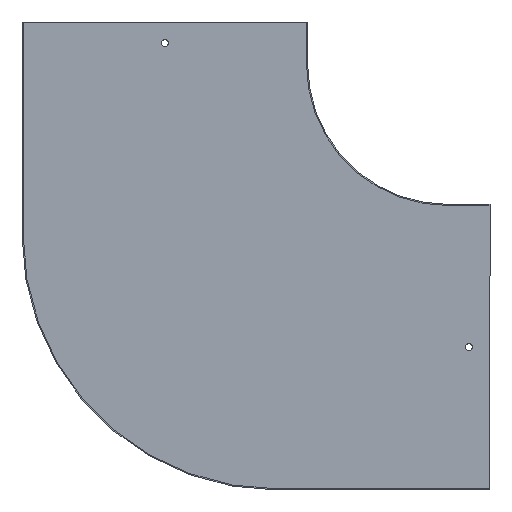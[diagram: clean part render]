
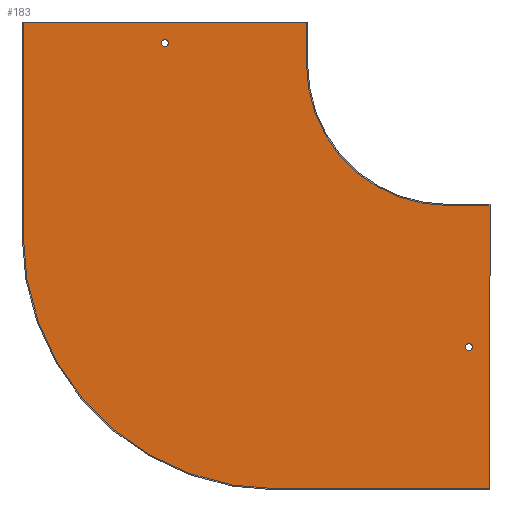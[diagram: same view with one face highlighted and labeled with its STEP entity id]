
A CAD part, front view. The second image highlights one B-rep face of the part: STEP entity #183.
In plain terms, the highlighted planar face has unit normal (0, -1, 0).
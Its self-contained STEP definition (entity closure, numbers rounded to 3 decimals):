
#1 = ORIENTED_EDGE ( 'NONE', *, *, #223, .F. ) ;
#3 = FACE_BOUND ( 'NONE', #666, .T. ) ;
#6 = CIRCLE ( 'NONE', #341, 179.2 ) ;
#17 = CIRCLE ( 'NONE', #377, 2.5 ) ;
#31 = LINE ( 'NONE', #575, #34 ) ;
#34 = VECTOR ( 'NONE', #572, 1000. ) ;
#47 = LINE ( 'NONE', #545, #50 ) ;
#49 = LINE ( 'NONE', #542, #52 ) ;
#50 = VECTOR ( 'NONE', #544, 1000. ) ;
#52 = VECTOR ( 'NONE', #539, 1000. ) ;
#71 = VERTEX_POINT ( 'NONE', #482 ) ;
#72 = VERTEX_POINT ( 'NONE', #476 ) ;
#75 = ORIENTED_EDGE ( 'NONE', *, *, #220, .F. ) ;
#103 = ORIENTED_EDGE ( 'NONE', *, *, #345, .F. ) ;
#107 = ORIENTED_EDGE ( 'NONE', *, *, #366, .F. ) ;
#115 = ORIENTED_EDGE ( 'NONE', *, *, #365, .F. ) ;
#117 = ORIENTED_EDGE ( 'NONE', *, *, #354, .F. ) ;
#118 = ORIENTED_EDGE ( 'NONE', *, *, #336, .F. ) ;
#120 = ORIENTED_EDGE ( 'NONE', *, *, #323, .F. ) ;
#121 = ORIENTED_EDGE ( 'NONE', *, *, #324, .F. ) ;
#123 = ORIENTED_EDGE ( 'NONE', *, *, #227, .F. ) ;
#183 = ADVANCED_FACE ( 'NONE', ( #3, #404, #405 ), #310, .F. ) ;
#205 = AXIS2_PLACEMENT_3D ( 'NONE', #594, #602, #590 ) ;
#214 = AXIS2_PLACEMENT_3D ( 'NONE', #271, #274, #316 ) ;
#220 = EDGE_CURVE ( 'NONE', #71, #71, #437, .T. ) ;
#223 = EDGE_CURVE ( 'NONE', #677, #400, #435, .T. ) ;
#226 = AXIS2_PLACEMENT_3D ( 'NONE', #293, #290, #291 ) ;
#227 = EDGE_CURVE ( 'NONE', #400, #692, #442, .T. ) ;
#271 = CARTESIAN_POINT ( 'NONE',  ( 79., 0., -151. ) ) ;
#274 = DIRECTION ( 'NONE',  ( 0., 1., 0. ) ) ;
#287 = CARTESIAN_POINT ( 'NONE',  ( 100.2, 0., -151. ) ) ;
#290 = DIRECTION ( 'NONE',  ( 0., -1., 0. ) ) ;
#291 = DIRECTION ( 'NONE',  ( 0., 0., -1. ) ) ;
#293 = CARTESIAN_POINT ( 'NONE',  ( 215., 0., -230. ) ) ;
#310 = PLANE ( 'NONE',  #214 ) ;
#316 = DIRECTION ( 'NONE',  ( 0., 0., 1. ) ) ;
#323 = EDGE_CURVE ( 'NONE', #692, #675, #459, .T. ) ;
#324 = EDGE_CURVE ( 'NONE', #675, #395, #461, .T. ) ;
#336 = EDGE_CURVE ( 'NONE', #685, #684, #6, .T. ) ;
#341 = AXIS2_PLACEMENT_3D ( 'NONE', #481, #479, #472 ) ;
#345 = EDGE_CURVE ( 'NONE', #72, #72, #17, .T. ) ;
#354 = EDGE_CURVE ( 'NONE', #395, #685, #31, .T. ) ;
#365 = EDGE_CURVE ( 'NONE', #682, #677, #47, .T. ) ;
#366 = EDGE_CURVE ( 'NONE', #684, #682, #49, .T. ) ;
#377 = AXIS2_PLACEMENT_3D ( 'NONE', #604, #601, #599 ) ;
#395 = VERTEX_POINT ( 'NONE', #516 ) ;
#400 = VERTEX_POINT ( 'NONE', #512 ) ;
#404 = FACE_BOUND ( 'NONE', #650, .T. ) ;
#405 = FACE_OUTER_BOUND ( 'NONE', #656, .T. ) ;
#435 = LINE ( 'NONE', #287, #441 ) ;
#437 = CIRCLE ( 'NONE', #226, 2.5 ) ;
#441 = VECTOR ( 'NONE', #603, 1000. ) ;
#442 = CIRCLE ( 'NONE', #205, 99.8 ) ;
#459 = LINE ( 'NONE', #543, #462 ) ;
#461 = LINE ( 'NONE', #552, #464 ) ;
#462 = VECTOR ( 'NONE', #562, 1000. ) ;
#464 = VECTOR ( 'NONE', #517, 1000. ) ;
#472 = DIRECTION ( 'NONE',  ( 0., 0., 1. ) ) ;
#476 = CARTESIAN_POINT ( 'NONE',  ( 0., 0., -17.5 ) ) ;
#479 = DIRECTION ( 'NONE',  ( 0., 1., 0. ) ) ;
#481 = CARTESIAN_POINT ( 'NONE',  ( 79., 0., -151. ) ) ;
#482 = CARTESIAN_POINT ( 'NONE',  ( 215., 0., -232.5 ) ) ;
#487 = CARTESIAN_POINT ( 'NONE',  ( 200., 0., -129.8 ) ) ;
#497 = CARTESIAN_POINT ( 'NONE',  ( 79., 0., -330.2 ) ) ;
#498 = CARTESIAN_POINT ( 'NONE',  ( -100.2, 0., -151. ) ) ;
#500 = CARTESIAN_POINT ( 'NONE',  ( -100.2, 0., 0. ) ) ;
#503 = CARTESIAN_POINT ( 'NONE',  ( 100.2, 0., 0. ) ) ;
#504 = CARTESIAN_POINT ( 'NONE',  ( 230., 0., -129.8 ) ) ;
#512 = CARTESIAN_POINT ( 'NONE',  ( 100.2, 0., -30. ) ) ;
#516 = CARTESIAN_POINT ( 'NONE',  ( 230., 0., -330.2 ) ) ;
#517 = DIRECTION ( 'NONE',  ( 0., 0., -1. ) ) ;
#539 = DIRECTION ( 'NONE',  ( 0., 0., 1. ) ) ;
#542 = CARTESIAN_POINT ( 'NONE',  ( -100.2, 0., -151. ) ) ;
#543 = CARTESIAN_POINT ( 'NONE',  ( 79., 0., -129.8 ) ) ;
#544 = DIRECTION ( 'NONE',  ( 1., 0., 0. ) ) ;
#545 = CARTESIAN_POINT ( 'NONE',  ( -101., 0., 0. ) ) ;
#552 = CARTESIAN_POINT ( 'NONE',  ( 230., 0., -331. ) ) ;
#562 = DIRECTION ( 'NONE',  ( 1., 0., 0. ) ) ;
#572 = DIRECTION ( 'NONE',  ( -1., 0., 0. ) ) ;
#575 = CARTESIAN_POINT ( 'NONE',  ( 79., 0., -330.2 ) ) ;
#590 = DIRECTION ( 'NONE',  ( 0., 0., 1. ) ) ;
#594 = CARTESIAN_POINT ( 'NONE',  ( 200., 0., -30. ) ) ;
#599 = DIRECTION ( 'NONE',  ( 0., 0., -1. ) ) ;
#601 = DIRECTION ( 'NONE',  ( 0., -1., 0. ) ) ;
#602 = DIRECTION ( 'NONE',  ( 0., -1., 0. ) ) ;
#603 = DIRECTION ( 'NONE',  ( 0., 0., -1. ) ) ;
#604 = CARTESIAN_POINT ( 'NONE',  ( 0., 0., -15. ) ) ;
#650 = EDGE_LOOP ( 'NONE', ( #103 ) ) ;
#656 = EDGE_LOOP ( 'NONE', ( #1, #115, #107, #118, #117, #121, #120, #123 ) ) ;
#666 = EDGE_LOOP ( 'NONE', ( #75 ) ) ;
#675 = VERTEX_POINT ( 'NONE', #504 ) ;
#677 = VERTEX_POINT ( 'NONE', #503 ) ;
#682 = VERTEX_POINT ( 'NONE', #500 ) ;
#684 = VERTEX_POINT ( 'NONE', #498 ) ;
#685 = VERTEX_POINT ( 'NONE', #497 ) ;
#692 = VERTEX_POINT ( 'NONE', #487 ) ;
